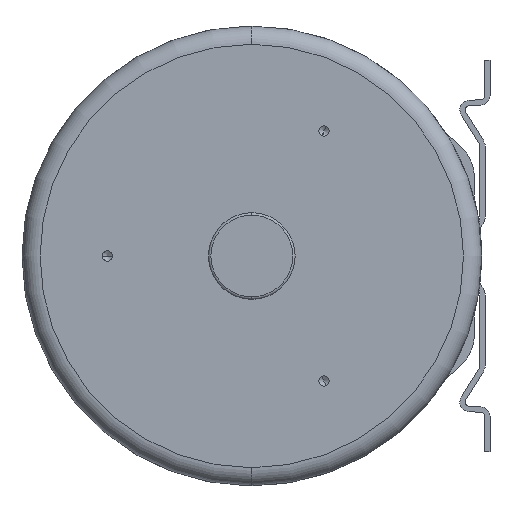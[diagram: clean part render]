
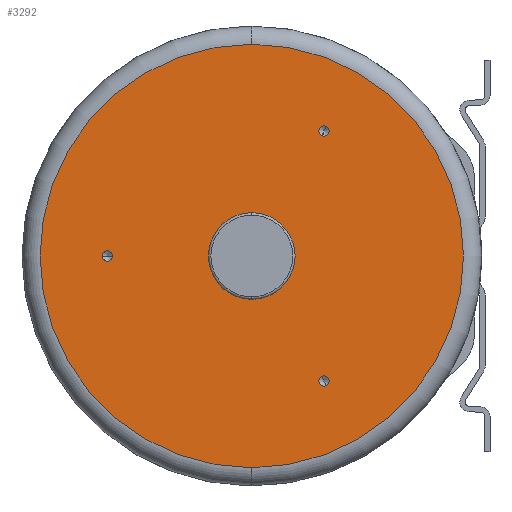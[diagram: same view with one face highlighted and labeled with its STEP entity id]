
A CAD part, left-side view. The second image highlights one B-rep face of the part: STEP entity #3292.
In plain terms, the highlighted planar face has unit normal (-1, 0, 0).
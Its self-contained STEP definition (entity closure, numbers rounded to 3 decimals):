
#366=CARTESIAN_POINT('',(-121.,0.,0.));
#367=DIRECTION('',(-1.,0.,0.));
#368=DIRECTION('',(0.,0.,1.));
#369=AXIS2_PLACEMENT_3D('',#366,#367,#368);
#371=CARTESIAN_POINT('',(-121.,0.,0.));
#372=DIRECTION('',(-1.,0.,0.));
#373=DIRECTION('',(0.,0.,-1.));
#374=AXIS2_PLACEMENT_3D('',#371,#372,#373);
#376=CARTESIAN_POINT('',(-121.,0.,0.));
#377=DIRECTION('',(-1.,0.,0.));
#378=DIRECTION('',(0.,0.,-1.));
#379=AXIS2_PLACEMENT_3D('',#376,#377,#378);
#381=CARTESIAN_POINT('',(-121.,0.,0.));
#382=DIRECTION('',(-1.,0.,0.));
#383=DIRECTION('',(0.,0.,1.));
#384=AXIS2_PLACEMENT_3D('',#381,#382,#383);
#386=CARTESIAN_POINT('',(-121.,120.,0.));
#387=DIRECTION('',(-1.,0.,0.));
#388=DIRECTION('',(0.,1.,0.));
#389=AXIS2_PLACEMENT_3D('',#386,#387,#388);
#391=CARTESIAN_POINT('',(-121.,120.,0.));
#392=DIRECTION('',(-1.,0.,0.));
#393=DIRECTION('',(0.,-1.,0.));
#394=AXIS2_PLACEMENT_3D('',#391,#392,#393);
#396=CARTESIAN_POINT('',(-121.,-60.,103.923));
#397=DIRECTION('',(-1.,0.,0.));
#398=DIRECTION('',(0.,-0.5,0.866));
#399=AXIS2_PLACEMENT_3D('',#396,#397,#398);
#401=CARTESIAN_POINT('',(-121.,-60.,103.923));
#402=DIRECTION('',(-1.,0.,0.));
#403=DIRECTION('',(0.,0.5,-0.866));
#404=AXIS2_PLACEMENT_3D('',#401,#402,#403);
#406=CARTESIAN_POINT('',(-121.,-60.,-103.923));
#407=DIRECTION('',(-1.,0.,0.));
#408=DIRECTION('',(0.,-0.5,-0.866));
#409=AXIS2_PLACEMENT_3D('',#406,#407,#408);
#411=CARTESIAN_POINT('',(-121.,-60.,-103.923));
#412=DIRECTION('',(-1.,0.,0.));
#413=DIRECTION('',(0.,0.5,0.866));
#414=AXIS2_PLACEMENT_3D('',#411,#412,#413);
#2582=CARTESIAN_POINT('',(-121.,124.25,0.));
#2583=VERTEX_POINT('',#2582);
#2584=CARTESIAN_POINT('',(-121.,115.75,0.));
#2585=VERTEX_POINT('',#2584);
#2592=CARTESIAN_POINT('',(-121.,-62.125,107.604));
#2593=VERTEX_POINT('',#2592);
#2594=CARTESIAN_POINT('',(-121.,-57.875,100.242));
#2595=VERTEX_POINT('',#2594);
#2602=CARTESIAN_POINT('',(-121.,-62.125,-107.604));
#2603=VERTEX_POINT('',#2602);
#2604=CARTESIAN_POINT('',(-121.,-57.875,-100.242));
#2605=VERTEX_POINT('',#2604);
#3167=CARTESIAN_POINT('',(-121.,0.,36.));
#3168=CARTESIAN_POINT('',(-121.,0.,-36.));
#3169=VERTEX_POINT('',#3167);
#3170=VERTEX_POINT('',#3168);
#3171=CARTESIAN_POINT('',(-121.,0.,-176.));
#3172=CARTESIAN_POINT('',(-121.,0.,176.));
#3173=VERTEX_POINT('',#3171);
#3174=VERTEX_POINT('',#3172);
#3258=CARTESIAN_POINT('',(-121.,0.,0.));
#3259=DIRECTION('',(-1.,0.,0.));
#3260=DIRECTION('',(0.,0.,1.));
#3261=AXIS2_PLACEMENT_3D('',#3258,#3259,#3260);
#3262=PLANE('',#3261);
#3264=ORIENTED_EDGE('',*,*,#3263,.F.);
#3265=ORIENTED_EDGE('',*,*,#3248,.F.);
#3266=EDGE_LOOP('',(#3264,#3265));
#3267=FACE_OUTER_BOUND('',#3266,.F.);
#3269=ORIENTED_EDGE('',*,*,#3268,.T.);
#3271=ORIENTED_EDGE('',*,*,#3270,.T.);
#3272=EDGE_LOOP('',(#3269,#3271));
#3273=FACE_BOUND('',#3272,.F.);
#3275=ORIENTED_EDGE('',*,*,#3274,.T.);
#3277=ORIENTED_EDGE('',*,*,#3276,.T.);
#3278=EDGE_LOOP('',(#3275,#3277));
#3279=FACE_BOUND('',#3278,.F.);
#3281=ORIENTED_EDGE('',*,*,#3280,.T.);
#3283=ORIENTED_EDGE('',*,*,#3282,.T.);
#3284=EDGE_LOOP('',(#3281,#3283));
#3285=FACE_BOUND('',#3284,.F.);
#3287=ORIENTED_EDGE('',*,*,#3286,.T.);
#3289=ORIENTED_EDGE('',*,*,#3288,.T.);
#3290=EDGE_LOOP('',(#3287,#3289));
#3291=FACE_BOUND('',#3290,.F.);
#3292=ADVANCED_FACE('',(#3267,#3273,#3279,#3285,#3291),#3262,.T.);
#370=CIRCLE('',#369,36.);
#375=CIRCLE('',#374,36.);
#380=CIRCLE('',#379,176.);
#385=CIRCLE('',#384,176.);
#390=CIRCLE('',#389,4.25);
#395=CIRCLE('',#394,4.25);
#400=CIRCLE('',#399,4.25);
#405=CIRCLE('',#404,4.25);
#410=CIRCLE('',#409,4.25);
#415=CIRCLE('',#414,4.25);
#3248=EDGE_CURVE('',#3174,#3173,#385,.T.);
#3263=EDGE_CURVE('',#3173,#3174,#380,.T.);
#3268=EDGE_CURVE('',#3169,#3170,#370,.T.);
#3270=EDGE_CURVE('',#3170,#3169,#375,.T.);
#3274=EDGE_CURVE('',#2583,#2585,#390,.T.);
#3276=EDGE_CURVE('',#2585,#2583,#395,.T.);
#3280=EDGE_CURVE('',#2593,#2595,#400,.T.);
#3282=EDGE_CURVE('',#2595,#2593,#405,.T.);
#3286=EDGE_CURVE('',#2603,#2605,#410,.T.);
#3288=EDGE_CURVE('',#2605,#2603,#415,.T.);
